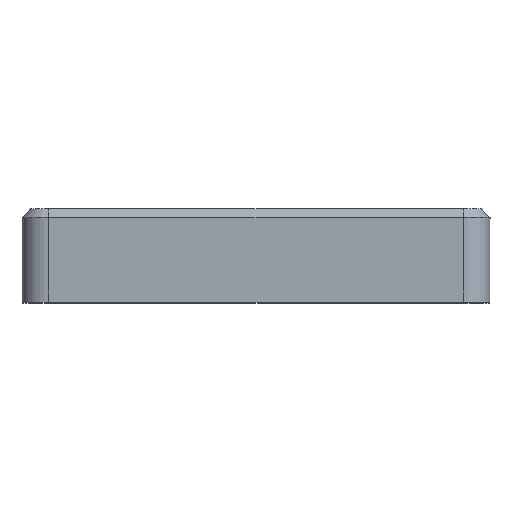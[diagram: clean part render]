
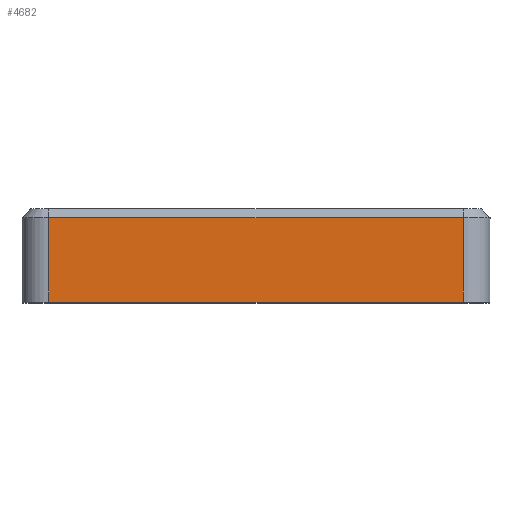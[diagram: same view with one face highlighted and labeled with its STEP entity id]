
A CAD part, top view. The second image highlights one B-rep face of the part: STEP entity #4682.
In plain terms, the highlighted planar face has unit normal (0, 0, 1).
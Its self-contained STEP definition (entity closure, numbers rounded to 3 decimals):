
#85=PLANE('',#5077);
#341=FACE_OUTER_BOUND('',#599,.T.);
#599=EDGE_LOOP('',(#4199,#4200,#4201,#4202));
#1204=LINE('',#25303,#1522);
#1307=LINE('',#27970,#1625);
#1316=LINE('',#28213,#1634);
#1317=LINE('',#28214,#1635);
#1522=VECTOR('',#5661,1.);
#1625=VECTOR('',#6096,1.);
#1634=VECTOR('',#6119,1.);
#1635=VECTOR('',#6120,1.);
#1995=VERTEX_POINT('',#25300);
#1996=VERTEX_POINT('',#25302);
#2110=VERTEX_POINT('',#27968);
#2127=VERTEX_POINT('',#28212);
#2606=EDGE_CURVE('',#1995,#1996,#1204,.T.);
#2809=EDGE_CURVE('',#1996,#2110,#1307,.T.);
#2826=EDGE_CURVE('',#2110,#2127,#1316,.T.);
#2827=EDGE_CURVE('',#2127,#1995,#1317,.T.);
#4199=ORIENTED_EDGE('',*,*,#2826,.F.);
#4200=ORIENTED_EDGE('',*,*,#2809,.F.);
#4201=ORIENTED_EDGE('',*,*,#2606,.F.);
#4202=ORIENTED_EDGE('',*,*,#2827,.F.);
#4682=ADVANCED_FACE('',(#341),#85,.F.);
#5077=AXIS2_PLACEMENT_3D('',#28211,#6117,#6118);
#5661=DIRECTION('',(-1.,0.,0.));
#6096=DIRECTION('',(0.,1.,0.));
#6117=DIRECTION('center_axis',(0.,0.,-1.));
#6118=DIRECTION('ref_axis',(1.,0.,0.));
#6119=DIRECTION('',(1.,0.,0.));
#6120=DIRECTION('',(0.,-1.,0.));
#25300=CARTESIAN_POINT('',(47.268,-8.358,163.538));
#25302=CARTESIAN_POINT('',(0.568,-8.358,163.538));
#25303=CARTESIAN_POINT('',(10.743,-8.358,163.538));
#27968=CARTESIAN_POINT('',(0.568,1.148,163.538));
#27970=CARTESIAN_POINT('',(0.568,0.292,163.538));
#28211=CARTESIAN_POINT('Origin',(-2.432,1.148,163.538));
#28212=CARTESIAN_POINT('',(47.268,1.148,163.538));
#28213=CARTESIAN_POINT('',(10.743,1.148,163.538));
#28214=CARTESIAN_POINT('',(47.268,1.148,163.538));
